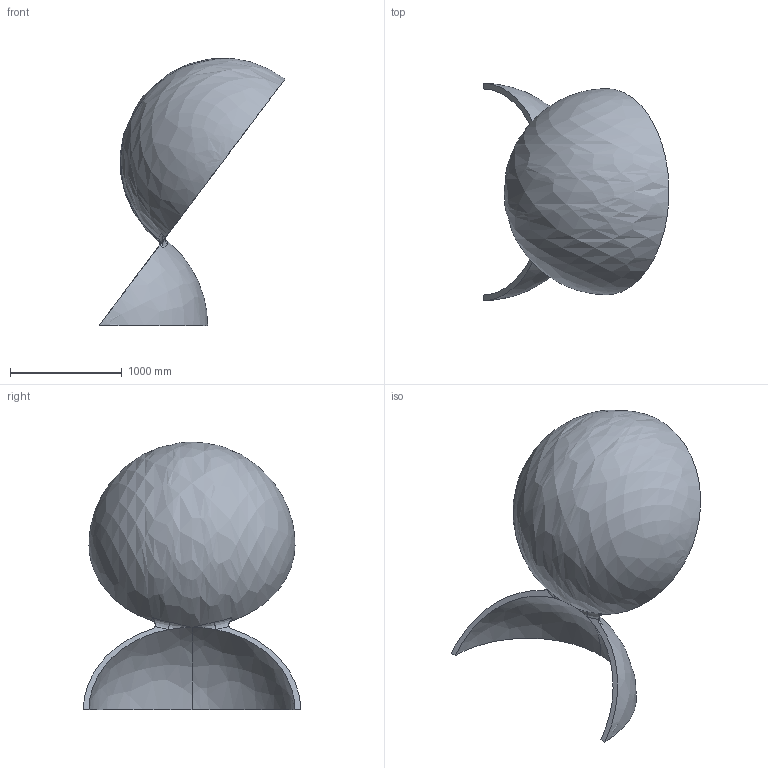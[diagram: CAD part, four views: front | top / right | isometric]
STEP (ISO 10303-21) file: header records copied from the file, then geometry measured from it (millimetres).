
FILE_DESCRIPTION(/* description */ (''),/* implementation_level */ '2;1');
FILE_NAME(/* name */ 'Dalù_3D',/* time_stamp */ '2011-11-02T13:03:06+01:00',/* author */ (''),/* organization */ (''),/* preprocessor_version */ 'ST-DEVELOPER v10',/* originating_system */ '',/* authorisation */ '');
FILE_SCHEMA (('CONFIG_CONTROL_DESIGN'));
Length unit declared in the file: centimetre
Products named in the file (1): 1
Bounding box: 1660.55 x 1940 x 2387.44 mm (x, y, z)
Volume: 393574236.1 mm3; surface area: 14838187.4 mm2
Topology: 2 solids, 2 shells, 35 faces, 100 edges, 54 vertices
Faces by surface type: bspline 35
Entity records: 1487 total; most frequent: CARTESIAN_POINT 955, ORIENTED_EDGE 168, EDGE_CURVE 84, VERTEX_POINT 54, EDGE_LOOP 36, ADVANCED_FACE 35, FACE_OUTER_BOUND 35, B_SPLINE_CURVE_WITH_KNOTS 22
